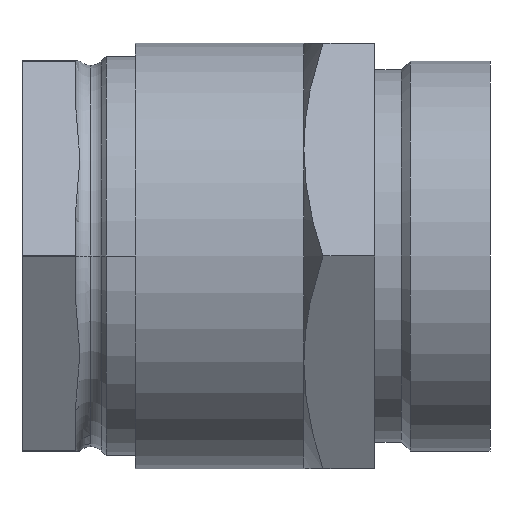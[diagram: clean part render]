
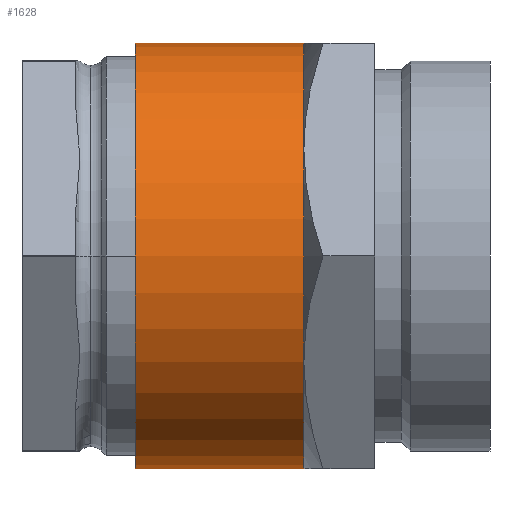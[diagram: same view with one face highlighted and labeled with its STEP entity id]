
A CAD part, front view. The second image highlights one B-rep face of the part: STEP entity #1628.
In plain terms, the highlighted cylindrical face has radius 12 mm (diameter 24 mm), a partial arc.
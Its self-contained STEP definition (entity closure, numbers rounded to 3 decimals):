
#94 = VERTEX_POINT ( 'NONE', #1367 ) ;
#144 = ORIENTED_EDGE ( 'NONE', *, *, #253, .T. ) ;
#183 = VERTEX_POINT ( 'NONE', #1186 ) ;
#208 = CARTESIAN_POINT ( 'NONE',  ( -20., 0., 12. ) ) ;
#253 = EDGE_CURVE ( 'NONE', #94, #183, #1642, .T. ) ;
#316 = EDGE_CURVE ( 'NONE', #439, #672, #940, .T. ) ;
#415 = EDGE_CURVE ( 'NONE', #739, #674, #970, .T. ) ;
#425 = DIRECTION ( 'NONE',  ( -1., 0., 0. ) ) ;
#436 = ORIENTED_EDGE ( 'NONE', *, *, #316, .F. ) ;
#439 = VERTEX_POINT ( 'NONE', #2548 ) ;
#451 = EDGE_CURVE ( 'NONE', #672, #674, #1483, .T. ) ;
#485 = CARTESIAN_POINT ( 'NONE',  ( -10.5, 0., 0. ) ) ;
#536 = ORIENTED_EDGE ( 'NONE', *, *, #451, .F. ) ;
#602 = DIRECTION ( 'NONE',  ( 0., 0., 1. ) ) ;
#607 = ORIENTED_EDGE ( 'NONE', *, *, #1584, .T. ) ;
#660 = AXIS2_PLACEMENT_3D ( 'NONE', #2272, #1002, #2485 ) ;
#672 = VERTEX_POINT ( 'NONE', #2008 ) ;
#674 = VERTEX_POINT ( 'NONE', #2324 ) ;
#705 = CARTESIAN_POINT ( 'NONE',  ( -20., 0., 0. ) ) ;
#709 = DIRECTION ( 'NONE',  ( 0., 0., 1. ) ) ;
#739 = VERTEX_POINT ( 'NONE', #2428 ) ;
#839 = AXIS2_PLACEMENT_3D ( 'NONE', #485, #1993, #709 ) ;
#896 = CIRCLE ( 'NONE', #2289, 12. ) ;
#929 = DIRECTION ( 'NONE',  ( 0., 0., 1. ) ) ;
#940 = LINE ( 'NONE', #1224, #2070 ) ;
#966 = DIRECTION ( 'NONE',  ( -1., 0., 0. ) ) ;
#970 = LINE ( 'NONE', #208, #1540 ) ;
#1002 = DIRECTION ( 'NONE',  ( -1., 0., 0. ) ) ;
#1037 = ORIENTED_EDGE ( 'NONE', *, *, #1692, .T. ) ;
#1186 = CARTESIAN_POINT ( 'NONE',  ( -10.5, -10.392, 6. ) ) ;
#1224 = CARTESIAN_POINT ( 'NONE',  ( -20., 0., -12. ) ) ;
#1367 = CARTESIAN_POINT ( 'NONE',  ( -10.5, -10.392, -6. ) ) ;
#1483 = CIRCLE ( 'NONE', #2643, 12. ) ;
#1540 = VECTOR ( 'NONE', #425, 1000. ) ;
#1562 = DIRECTION ( 'NONE',  ( -1., 0., 0. ) ) ;
#1576 = AXIS2_PLACEMENT_3D ( 'NONE', #1796, #1562, #929 ) ;
#1584 = EDGE_CURVE ( 'NONE', #439, #94, #1734, .T. ) ;
#1624 = DIRECTION ( 'NONE',  ( -1., 0., 0. ) ) ;
#1628 = ADVANCED_FACE ( 'NONE', ( #2023 ), #1961, .T. ) ;
#1642 = CIRCLE ( 'NONE', #660, 12. ) ;
#1692 = EDGE_CURVE ( 'NONE', #183, #739, #896, .T. ) ;
#1734 = CIRCLE ( 'NONE', #839, 12. ) ;
#1796 = CARTESIAN_POINT ( 'NONE',  ( -20., 0., 0. ) ) ;
#1961 = CYLINDRICAL_SURFACE ( 'NONE', #1576, 12. ) ;
#1993 = DIRECTION ( 'NONE',  ( -1., 0., 0. ) ) ;
#2008 = CARTESIAN_POINT ( 'NONE',  ( -20., 0., -12. ) ) ;
#2023 = FACE_OUTER_BOUND ( 'NONE', #2253, .T. ) ;
#2070 = VECTOR ( 'NONE', #2697, 1000. ) ;
#2072 = ORIENTED_EDGE ( 'NONE', *, *, #415, .T. ) ;
#2237 = CARTESIAN_POINT ( 'NONE',  ( -10.5, 0., 0. ) ) ;
#2253 = EDGE_LOOP ( 'NONE', ( #436, #607, #144, #1037, #2072, #536 ) ) ;
#2272 = CARTESIAN_POINT ( 'NONE',  ( -10.5, 0., 0. ) ) ;
#2289 = AXIS2_PLACEMENT_3D ( 'NONE', #2237, #966, #2447 ) ;
#2324 = CARTESIAN_POINT ( 'NONE',  ( -20., 0., 12. ) ) ;
#2428 = CARTESIAN_POINT ( 'NONE',  ( -10.5, 0., 12. ) ) ;
#2447 = DIRECTION ( 'NONE',  ( 0., 0., 1. ) ) ;
#2485 = DIRECTION ( 'NONE',  ( 0., 0., 1. ) ) ;
#2548 = CARTESIAN_POINT ( 'NONE',  ( -10.5, 0., -12. ) ) ;
#2643 = AXIS2_PLACEMENT_3D ( 'NONE', #705, #1624, #602 ) ;
#2697 = DIRECTION ( 'NONE',  ( -1., 0., 0. ) ) ;
